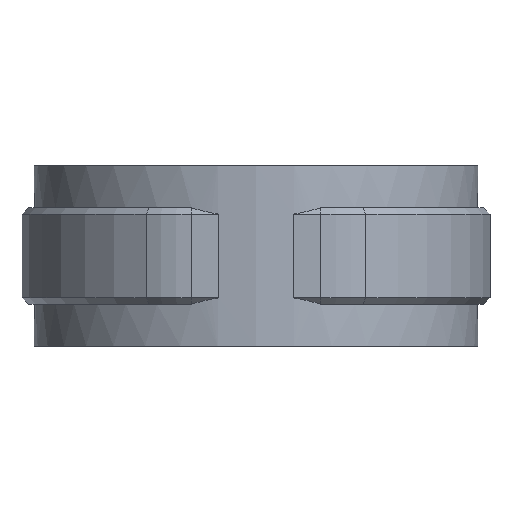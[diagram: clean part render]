
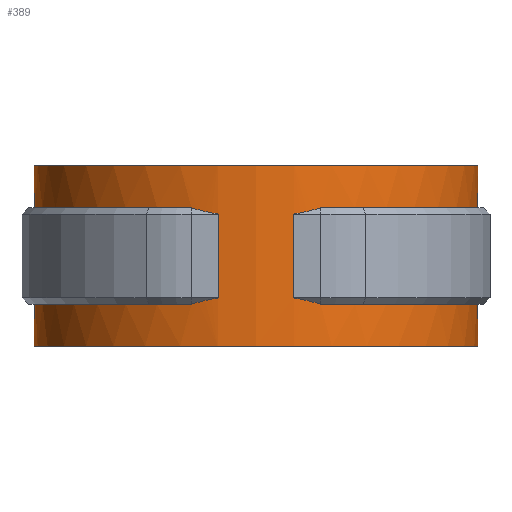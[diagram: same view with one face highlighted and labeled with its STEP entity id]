
A CAD part, front view. The second image highlights one B-rep face of the part: STEP entity #389.
In plain terms, the highlighted cylindrical face has radius 34.495 mm (diameter 68.99 mm), a partial arc.
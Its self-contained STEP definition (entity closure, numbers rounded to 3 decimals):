
#389 = ADVANCED_FACE( '', ( #685 ), #686, .T. );
#685 = FACE_OUTER_BOUND( '', #1385, .T. );
#686 = CYLINDRICAL_SURFACE( '', #1386, 34.495 );
#1385 = EDGE_LOOP( '', ( #3070, #3071, #3072, #3073, #3074, #3075, #3076, #3077, #3078, #3079, #3080, #3081, #3082, #3083, #3084, #3085 ) );
#1386 = AXIS2_PLACEMENT_3D( '', #3086, #3087, #3088 );
#3070 = ORIENTED_EDGE( '', *, *, #4693, .F. );
#3071 = ORIENTED_EDGE( '', *, *, #4694, .T. );
#3072 = ORIENTED_EDGE( '', *, *, #4695, .T. );
#3073 = ORIENTED_EDGE( '', *, *, #4696, .T. );
#3074 = ORIENTED_EDGE( '', *, *, #4697, .T. );
#3075 = ORIENTED_EDGE( '', *, *, #4669, .T. );
#3076 = ORIENTED_EDGE( '', *, *, #4686, .F. );
#3077 = ORIENTED_EDGE( '', *, *, #4676, .F. );
#3078 = ORIENTED_EDGE( '', *, *, #4698, .F. );
#3079 = ORIENTED_EDGE( '', *, *, #4699, .T. );
#3080 = ORIENTED_EDGE( '', *, *, #4700, .F. );
#3081 = ORIENTED_EDGE( '', *, *, #4701, .T. );
#3082 = ORIENTED_EDGE( '', *, *, #4702, .T. );
#3083 = ORIENTED_EDGE( '', *, *, #4679, .F. );
#3084 = ORIENTED_EDGE( '', *, *, #4703, .T. );
#3085 = ORIENTED_EDGE( '', *, *, #4665, .T. );
#3086 = CARTESIAN_POINT( '', ( 0., 0., -26.5 ) );
#3087 = DIRECTION( '', ( 0., 0., -1. ) );
#3088 = DIRECTION( '', ( -1., 0., 0. ) );
#4665 = EDGE_CURVE( '', #5360, #5358, #5361, .T. );
#4669 = EDGE_CURVE( '', #5368, #5366, #5369, .T. );
#4676 = EDGE_CURVE( '', #5380, #5382, #5383, .T. );
#4679 = EDGE_CURVE( '', #5385, #5371, #5387, .T. );
#4686 = EDGE_CURVE( '', #5382, #5366, #5399, .T. );
#4693 = EDGE_CURVE( '', #5411, #5358, #5412, .T. );
#4694 = EDGE_CURVE( '', #5411, #5413, #5414, .F. );
#4695 = EDGE_CURVE( '', #5413, #5415, #5416, .T. );
#4696 = EDGE_CURVE( '', #5415, #5417, #5418, .T. );
#4697 = EDGE_CURVE( '', #5417, #5368, #5419, .T. );
#4698 = EDGE_CURVE( '', #5420, #5380, #5421, .T. );
#4699 = EDGE_CURVE( '', #5420, #5422, #5423, .T. );
#4700 = EDGE_CURVE( '', #5424, #5422, #5425, .T. );
#4701 = EDGE_CURVE( '', #5424, #5426, #5427, .F. );
#4702 = EDGE_CURVE( '', #5426, #5371, #5428, .T. );
#4703 = EDGE_CURVE( '', #5385, #5360, #5429, .T. );
#5358 = VERTEX_POINT( '', #7740 );
#5360 = VERTEX_POINT( '', #7743 );
#5361 = LINE( '', #7744, #7745 );
#5366 = VERTEX_POINT( '', #7752 );
#5368 = VERTEX_POINT( '', #7755 );
#5369 = LINE( '', #7756, #7757 );
#5371 = VERTEX_POINT( '', #7760 );
#5380 = VERTEX_POINT( '', #7777 );
#5382 = VERTEX_POINT( '', #7780 );
#5383 = LINE( '', #7781, #7782 );
#5385 = VERTEX_POINT( '', #7785 );
#5387 = LINE( '', #7788, #7789 );
#5399 = CIRCLE( '', #7804, 34.495 );
#5411 = VERTEX_POINT( '', #7822 );
#5412 = CIRCLE( '', #7823, 34.495 );
#5413 = VERTEX_POINT( '', #7824 );
#5414 = ELLIPSE( '', #7825, 48.783, 34.495 );
#5415 = VERTEX_POINT( '', #7826 );
#5416 = LINE( '', #7827, #7828 );
#5417 = VERTEX_POINT( '', #7829 );
#5418 = ELLIPSE( '', #7830, 48.783, 34.495 );
#5419 = CIRCLE( '', #7831, 34.495 );
#5420 = VERTEX_POINT( '', #7832 );
#5421 = CIRCLE( '', #7833, 34.495 );
#5422 = VERTEX_POINT( '', #7834 );
#5423 = ELLIPSE( '', #7835, 48.783, 34.495 );
#5424 = VERTEX_POINT( '', #7836 );
#5425 = LINE( '', #7837, #7838 );
#5426 = VERTEX_POINT( '', #7839 );
#5427 = ELLIPSE( '', #7840, 48.783, 34.495 );
#5428 = CIRCLE( '', #7841, 34.495 );
#5429 = CIRCLE( '', #7842, 34.495 );
#7740 = CARTESIAN_POINT( '', ( 6.1, 33.951, -20. ) );
#7743 = CARTESIAN_POINT( '', ( 6.1, 33.951, -26.5 ) );
#7744 = CARTESIAN_POINT( '', ( 6.1, 33.951, -26.5 ) );
#7745 = VECTOR( '', #9231, 1000. );
#7752 = CARTESIAN_POINT( '', ( 6.1, 33.951, 1.5 ) );
#7755 = CARTESIAN_POINT( '', ( 6.1, 33.951, -5. ) );
#7756 = CARTESIAN_POINT( '', ( 6.1, 33.951, -26.5 ) );
#7757 = VECTOR( '', #9235, 1000. );
#7760 = CARTESIAN_POINT( '', ( -6.1, 33.951, -20. ) );
#7777 = CARTESIAN_POINT( '', ( -6.1, 33.951, -5. ) );
#7780 = CARTESIAN_POINT( '', ( -6.1, 33.951, 1.5 ) );
#7781 = CARTESIAN_POINT( '', ( -6.1, 33.951, -26.5 ) );
#7782 = VECTOR( '', #9240, 1000. );
#7785 = CARTESIAN_POINT( '', ( -6.1, 33.951, -26.5 ) );
#7788 = CARTESIAN_POINT( '', ( -6.1, 33.951, -26.5 ) );
#7789 = VECTOR( '', #9243, 1000. );
#7804 = AXIS2_PLACEMENT_3D( '', #9256, #9257, #9258 );
#7822 = CARTESIAN_POINT( '', ( 10.045, -33., -20. ) );
#7823 = AXIS2_PLACEMENT_3D( '', #9265, #9266, #9267 );
#7824 = CARTESIAN_POINT( '', ( 5.823, -34., -19. ) );
#7825 = AXIS2_PLACEMENT_3D( '', #9268, #9269, #9270 );
#7826 = CARTESIAN_POINT( '', ( 5.823, -34., -6. ) );
#7827 = CARTESIAN_POINT( '', ( 5.823, -34., -20. ) );
#7828 = VECTOR( '', #9271, 1000. );
#7829 = CARTESIAN_POINT( '', ( 10.045, -33., -5. ) );
#7830 = AXIS2_PLACEMENT_3D( '', #9272, #9273, #9274 );
#7831 = AXIS2_PLACEMENT_3D( '', #9275, #9276, #9277 );
#7832 = CARTESIAN_POINT( '', ( -10.045, -33., -5. ) );
#7833 = AXIS2_PLACEMENT_3D( '', #9278, #9279, #9280 );
#7834 = CARTESIAN_POINT( '', ( -5.823, -34., -6. ) );
#7835 = AXIS2_PLACEMENT_3D( '', #9281, #9282, #9283 );
#7836 = CARTESIAN_POINT( '', ( -5.823, -34., -19. ) );
#7837 = CARTESIAN_POINT( '', ( -5.823, -34., -20. ) );
#7838 = VECTOR( '', #9284, 1000. );
#7839 = CARTESIAN_POINT( '', ( -10.045, -33., -20. ) );
#7840 = AXIS2_PLACEMENT_3D( '', #9285, #9286, #9287 );
#7841 = AXIS2_PLACEMENT_3D( '', #9288, #9289, #9290 );
#7842 = AXIS2_PLACEMENT_3D( '', #9291, #9292, #9293 );
#9231 = DIRECTION( '', ( 0., 0., 1. ) );
#9235 = DIRECTION( '', ( 0., 0., 1. ) );
#9240 = DIRECTION( '', ( 0., 0., 1. ) );
#9243 = DIRECTION( '', ( 0., 0., 1. ) );
#9256 = CARTESIAN_POINT( '', ( 0., 0., 1.5 ) );
#9257 = DIRECTION( '', ( 0., 0., 1. ) );
#9258 = DIRECTION( '', ( 1., 0., 0. ) );
#9265 = CARTESIAN_POINT( '', ( 0., 0., -20. ) );
#9266 = DIRECTION( '', ( 0., 0., 1. ) );
#9267 = DIRECTION( '', ( 1., 0., 0. ) );
#9268 = CARTESIAN_POINT( '', ( 0., 0., -53. ) );
#9269 = DIRECTION( '', ( 0., 0.707, 0.707 ) );
#9270 = DIRECTION( '', ( 0., -0.707, 0.707 ) );
#9271 = DIRECTION( '', ( 0., 0., 1. ) );
#9272 = CARTESIAN_POINT( '', ( 0., 0., 28. ) );
#9273 = DIRECTION( '', ( 0., -0.707, 0.707 ) );
#9274 = DIRECTION( '', ( 0., 0.707, 0.707 ) );
#9275 = CARTESIAN_POINT( '', ( 0., 0., -5. ) );
#9276 = DIRECTION( '', ( 0., 0., 1. ) );
#9277 = DIRECTION( '', ( 1., 0., 0. ) );
#9278 = CARTESIAN_POINT( '', ( 0., 0., -5. ) );
#9279 = DIRECTION( '', ( 0., 0., -1. ) );
#9280 = DIRECTION( '', ( 1., 0., 0. ) );
#9281 = CARTESIAN_POINT( '', ( 0., 0., 28. ) );
#9282 = DIRECTION( '', ( 0., -0.707, 0.707 ) );
#9283 = DIRECTION( '', ( 0., 0.707, 0.707 ) );
#9284 = DIRECTION( '', ( 0., 0., 1. ) );
#9285 = CARTESIAN_POINT( '', ( 0., 0., -53. ) );
#9286 = DIRECTION( '', ( 0., 0.707, 0.707 ) );
#9287 = DIRECTION( '', ( 0., -0.707, 0.707 ) );
#9288 = CARTESIAN_POINT( '', ( 0., 0., -20. ) );
#9289 = DIRECTION( '', ( 0., 0., -1. ) );
#9290 = DIRECTION( '', ( 1., 0., 0. ) );
#9291 = CARTESIAN_POINT( '', ( 0., 0., -26.5 ) );
#9292 = DIRECTION( '', ( 0., 0., 1. ) );
#9293 = DIRECTION( '', ( 1., 0., 0. ) );
